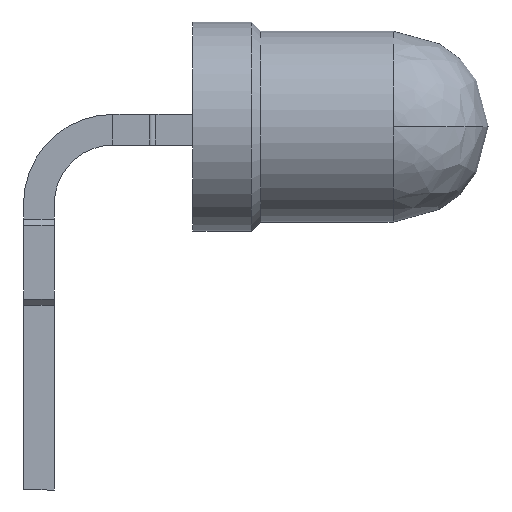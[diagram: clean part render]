
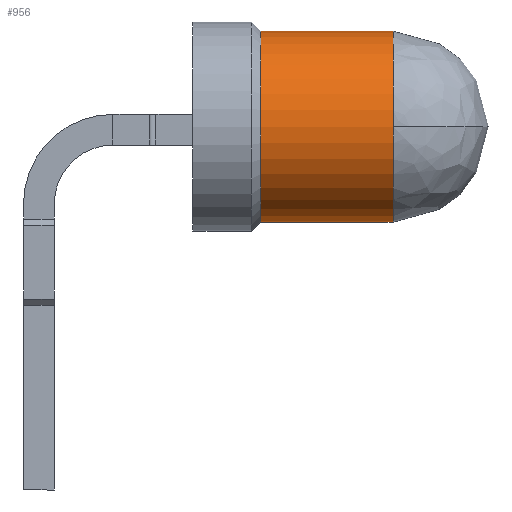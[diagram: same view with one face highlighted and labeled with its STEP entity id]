
A CAD part, left-side view. The second image highlights one B-rep face of the part: STEP entity #956.
In plain terms, the highlighted cylindrical face has radius 1.55 mm (diameter 3.1 mm), a partial arc.
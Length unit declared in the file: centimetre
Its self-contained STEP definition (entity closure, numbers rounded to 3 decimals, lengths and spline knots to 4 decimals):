
#88 = CARTESIAN_POINT ( 'NONE',  ( 0., 0.2175, 0.155 ) ) ;
#95 = ORIENTED_EDGE ( 'NONE', *, *, #2294, .T. ) ;
#146 = EDGE_CURVE ( 'NONE', #851, #2049, #1190, .T. ) ;
#178 = CARTESIAN_POINT ( 'NONE',  ( 0., 0.11, -0.155 ) ) ;
#185 = DIRECTION ( 'NONE',  ( 0., 0., 1. ) ) ;
#275 = FACE_OUTER_BOUND ( 'NONE', #2541, .T. ) ;
#279 = CARTESIAN_POINT ( 'NONE',  ( 0., 0.325, -0.155 ) ) ;
#433 = CARTESIAN_POINT ( 'NONE',  ( 0.155, 0.325, 0. ) ) ;
#514 = DIRECTION ( 'NONE',  ( 0., 1., 0. ) ) ;
#733 = LINE ( 'NONE', #88, #1904 ) ;
#851 = VERTEX_POINT ( 'NONE', #433 ) ;
#896 = EDGE_CURVE ( 'NONE', #1580, #2049, #733, .T. ) ;
#902 = ORIENTED_EDGE ( 'NONE', *, *, #1322, .T. ) ;
#956 = ADVANCED_FACE ( 'NONE', ( #275 ), #2515, .T. ) ;
#1153 = CARTESIAN_POINT ( 'NONE',  ( 0., 0.325, 0. ) ) ;
#1190 = CIRCLE ( 'NONE', #2991, 0.155 ) ;
#1195 = AXIS2_PLACEMENT_3D ( 'NONE', #2190, #2427, #1951 ) ;
#1322 = EDGE_CURVE ( 'NONE', #1580, #3084, #1861, .T. ) ;
#1397 = VERTEX_POINT ( 'NONE', #279 ) ;
#1423 = ORIENTED_EDGE ( 'NONE', *, *, #1533, .T. ) ;
#1463 = CARTESIAN_POINT ( 'NONE',  ( 0., 0.325, 0.155 ) ) ;
#1476 = ORIENTED_EDGE ( 'NONE', *, *, #896, .F. ) ;
#1533 = EDGE_CURVE ( 'NONE', #3084, #1397, #2906, .T. ) ;
#1580 = VERTEX_POINT ( 'NONE', #2263 ) ;
#1591 = DIRECTION ( 'NONE',  ( 0., -1., 0. ) ) ;
#1857 = AXIS2_PLACEMENT_3D ( 'NONE', #1920, #514, #2171 ) ;
#1861 = CIRCLE ( 'NONE', #1857, 0.155 ) ;
#1904 = VECTOR ( 'NONE', #2706, 100. ) ;
#1920 = CARTESIAN_POINT ( 'NONE',  ( 0., 0.11, 0. ) ) ;
#1951 = DIRECTION ( 'NONE',  ( 0., 0., 1. ) ) ;
#2023 = DIRECTION ( 'NONE',  ( 0., 1., 0. ) ) ;
#2049 = VERTEX_POINT ( 'NONE', #1463 ) ;
#2098 = CIRCLE ( 'NONE', #2154, 0.155 ) ;
#2154 = AXIS2_PLACEMENT_3D ( 'NONE', #3036, #1591, #185 ) ;
#2171 = DIRECTION ( 'NONE',  ( 0., 0., 1. ) ) ;
#2190 = CARTESIAN_POINT ( 'NONE',  ( 0., 0.2175, 0. ) ) ;
#2263 = CARTESIAN_POINT ( 'NONE',  ( 0., 0.11, 0.155 ) ) ;
#2283 = VECTOR ( 'NONE', #2023, 100. ) ;
#2294 = EDGE_CURVE ( 'NONE', #1397, #851, #2098, .T. ) ;
#2427 = DIRECTION ( 'NONE',  ( 0., 1., 0. ) ) ;
#2515 = CYLINDRICAL_SURFACE ( 'NONE', #1195, 0.155 ) ;
#2541 = EDGE_LOOP ( 'NONE', ( #902, #1423, #95, #2990, #1476 ) ) ;
#2706 = DIRECTION ( 'NONE',  ( 0., 1., 0. ) ) ;
#2729 = CARTESIAN_POINT ( 'NONE',  ( 0., 0.2175, -0.155 ) ) ;
#2815 = DIRECTION ( 'NONE',  ( 0., 0., 1. ) ) ;
#2906 = LINE ( 'NONE', #2729, #2283 ) ;
#2990 = ORIENTED_EDGE ( 'NONE', *, *, #146, .T. ) ;
#2991 = AXIS2_PLACEMENT_3D ( 'NONE', #1153, #3053, #2815 ) ;
#3036 = CARTESIAN_POINT ( 'NONE',  ( 0., 0.325, 0. ) ) ;
#3053 = DIRECTION ( 'NONE',  ( 0., -1., 0. ) ) ;
#3084 = VERTEX_POINT ( 'NONE', #178 ) ;
